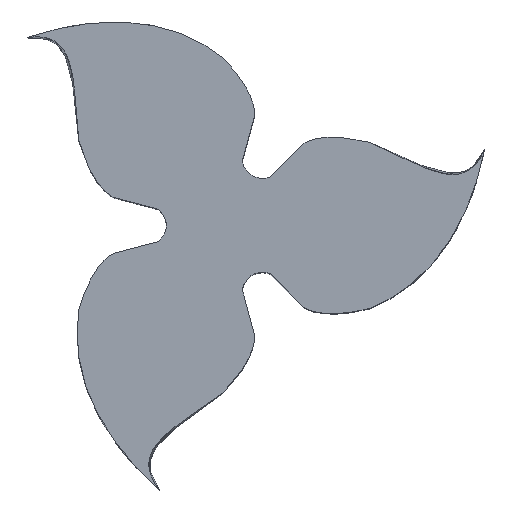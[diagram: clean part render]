
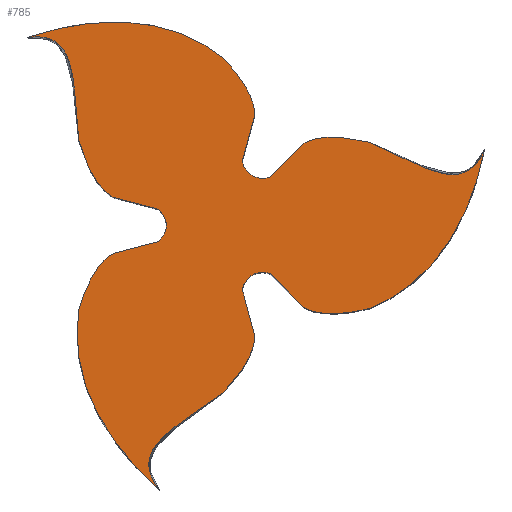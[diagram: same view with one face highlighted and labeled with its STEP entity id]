
A CAD part, top view. The second image highlights one B-rep face of the part: STEP entity #785.
In plain terms, the highlighted planar face has unit normal (0, 0, 1).
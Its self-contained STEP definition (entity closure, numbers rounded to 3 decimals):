
#46 = VERTEX_POINT('',#47);
#47 = CARTESIAN_POINT('',(1.49,-1.55,10.));
#53 = EDGE_CURVE('',#46,#54,#56,.T.);
#54 = VERTEX_POINT('',#55);
#55 = CARTESIAN_POINT('',(2.542,-2.612,10.));
#56 = LINE('',#57,#58);
#57 = CARTESIAN_POINT('',(1.49,-1.55,10.));
#58 = VECTOR('',#59,1.);
#59 = DIRECTION('',(0.704,-0.71,0.));
#84 = EDGE_CURVE('',#54,#85,#87,.T.);
#85 = VERTEX_POINT('',#86);
#86 = CARTESIAN_POINT('',(4.656,-2.659,10.));
#87 = B_SPLINE_CURVE_WITH_KNOTS('',3,(#88,#89,#90,#91),.UNSPECIFIED.,.F.
  ,.F.,(4,4),(0.,1.),.PIECEWISE_BEZIER_KNOTS.);
#88 = CARTESIAN_POINT('',(2.542,-2.612,10.));
#89 = CARTESIAN_POINT('',(2.745,-2.737,10.));
#90 = CARTESIAN_POINT('',(3.33,-2.992,10.));
#91 = CARTESIAN_POINT('',(4.656,-2.659,10.));
#120 = EDGE_CURVE('',#85,#121,#123,.T.);
#121 = VERTEX_POINT('',#122);
#122 = CARTESIAN_POINT('',(8.344,2.432,10.));
#123 = B_SPLINE_CURVE_WITH_KNOTS('',3,(#124,#125,#126,#127),
  .UNSPECIFIED.,.F.,.F.,(4,4),(0.,1.),.PIECEWISE_BEZIER_KNOTS.);
#124 = CARTESIAN_POINT('',(4.656,-2.659,10.));
#125 = CARTESIAN_POINT('',(6.06,-2.106,10.));
#126 = CARTESIAN_POINT('',(7.683,-0.765,10.));
#127 = CARTESIAN_POINT('',(8.344,2.432,10.));
#156 = EDGE_CURVE('',#121,#157,#159,.T.);
#157 = VERTEX_POINT('',#158);
#158 = CARTESIAN_POINT('',(4.656,2.659,10.));
#159 = B_SPLINE_CURVE_WITH_KNOTS('',3,(#160,#161,#162,#163),
  .UNSPECIFIED.,.F.,.F.,(4,4),(0.,1.),.PIECEWISE_BEZIER_KNOTS.);
#160 = CARTESIAN_POINT('',(8.344,2.432,10.));
#161 = CARTESIAN_POINT('',(7.683,0.765,10.));
#162 = CARTESIAN_POINT('',(6.06,2.106,10.));
#163 = CARTESIAN_POINT('',(4.656,2.659,10.));
#192 = EDGE_CURVE('',#157,#193,#195,.T.);
#193 = VERTEX_POINT('',#194);
#194 = CARTESIAN_POINT('',(2.542,2.612,10.));
#195 = B_SPLINE_CURVE_WITH_KNOTS('',3,(#196,#197,#198,#199),
  .UNSPECIFIED.,.F.,.F.,(4,4),(0.,1.),.PIECEWISE_BEZIER_KNOTS.);
#196 = CARTESIAN_POINT('',(4.656,2.659,10.));
#197 = CARTESIAN_POINT('',(3.33,2.992,10.));
#198 = CARTESIAN_POINT('',(2.745,2.737,10.));
#199 = CARTESIAN_POINT('',(2.542,2.612,10.));
#228 = EDGE_CURVE('',#193,#229,#231,.T.);
#229 = VERTEX_POINT('',#230);
#230 = CARTESIAN_POINT('',(1.49,1.55,10.));
#231 = LINE('',#232,#233);
#232 = CARTESIAN_POINT('',(2.542,2.612,10.));
#233 = VECTOR('',#234,1.);
#234 = DIRECTION('',(-0.704,-0.71,0.));
#259 = EDGE_CURVE('',#229,#260,#262,.T.);
#260 = VERTEX_POINT('',#261);
#261 = CARTESIAN_POINT('',(0.598,2.065,10.));
#262 = CIRCLE('',#263,0.65);
#263 = AXIS2_PLACEMENT_3D('',#264,#265,#266);
#264 = CARTESIAN_POINT('',(1.242,2.151,10.));
#265 = DIRECTION('',(0.,0.,-1.));
#266 = DIRECTION('',(0.381,-0.925,0.));
#292 = EDGE_CURVE('',#260,#293,#295,.T.);
#293 = VERTEX_POINT('',#294);
#294 = CARTESIAN_POINT('',(0.991,3.508,10.));
#295 = LINE('',#296,#297);
#296 = CARTESIAN_POINT('',(0.598,2.065,10.));
#297 = VECTOR('',#298,1.);
#298 = DIRECTION('',(0.263,0.965,0.));
#323 = EDGE_CURVE('',#293,#324,#326,.T.);
#324 = VERTEX_POINT('',#325);
#325 = CARTESIAN_POINT('',(-0.026,5.362,10.));
#326 = B_SPLINE_CURVE_WITH_KNOTS('',3,(#327,#328,#329,#330),
  .UNSPECIFIED.,.F.,.F.,(4,4),(0.,1.),.PIECEWISE_BEZIER_KNOTS.);
#327 = CARTESIAN_POINT('',(0.991,3.508,10.));
#328 = CARTESIAN_POINT('',(0.998,3.746,10.));
#329 = CARTESIAN_POINT('',(0.926,4.38,10.));
#330 = CARTESIAN_POINT('',(-0.026,5.362,10.));
#359 = EDGE_CURVE('',#324,#360,#362,.T.);
#360 = VERTEX_POINT('',#361);
#361 = CARTESIAN_POINT('',(-6.278,6.011,10.));
#362 = B_SPLINE_CURVE_WITH_KNOTS('',3,(#363,#364,#365,#366),
  .UNSPECIFIED.,.F.,.F.,(4,4),(0.,1.),.PIECEWISE_BEZIER_KNOTS.);
#363 = CARTESIAN_POINT('',(-0.026,5.362,10.));
#364 = CARTESIAN_POINT('',(-1.206,6.301,10.));
#365 = CARTESIAN_POINT('',(-3.179,7.036,10.));
#366 = CARTESIAN_POINT('',(-6.278,6.011,10.));
#395 = EDGE_CURVE('',#360,#396,#398,.T.);
#396 = VERTEX_POINT('',#397);
#397 = CARTESIAN_POINT('',(-4.631,2.703,10.));
#398 = B_SPLINE_CURVE_WITH_KNOTS('',3,(#399,#400,#401,#402),
  .UNSPECIFIED.,.F.,.F.,(4,4),(0.,1.),.PIECEWISE_BEZIER_KNOTS.);
#399 = CARTESIAN_POINT('',(-6.278,6.011,10.));
#400 = CARTESIAN_POINT('',(-4.504,6.272,10.));
#401 = CARTESIAN_POINT('',(-4.854,4.195,10.));
#402 = CARTESIAN_POINT('',(-4.631,2.703,10.));
#431 = EDGE_CURVE('',#396,#432,#434,.T.);
#432 = VERTEX_POINT('',#433);
#433 = CARTESIAN_POINT('',(-3.533,0.896,10.));
#434 = B_SPLINE_CURVE_WITH_KNOTS('',3,(#435,#436,#437,#438),
  .UNSPECIFIED.,.F.,.F.,(4,4),(0.,1.),.PIECEWISE_BEZIER_KNOTS.);
#435 = CARTESIAN_POINT('',(-4.631,2.703,10.));
#436 = CARTESIAN_POINT('',(-4.256,1.388,10.));
#437 = CARTESIAN_POINT('',(-3.743,1.009,10.));
#438 = CARTESIAN_POINT('',(-3.533,0.896,10.));
#467 = EDGE_CURVE('',#432,#468,#470,.T.);
#468 = VERTEX_POINT('',#469);
#469 = CARTESIAN_POINT('',(-2.087,0.515,10.));
#470 = LINE('',#471,#472);
#471 = CARTESIAN_POINT('',(-3.533,0.896,10.));
#472 = VECTOR('',#473,1.);
#473 = DIRECTION('',(0.967,-0.255,0.));
#498 = EDGE_CURVE('',#468,#499,#501,.T.);
#499 = VERTEX_POINT('',#500);
#500 = CARTESIAN_POINT('',(-2.087,-0.515,10.));
#501 = CIRCLE('',#502,0.65);
#502 = AXIS2_PLACEMENT_3D('',#503,#504,#505);
#503 = CARTESIAN_POINT('',(-2.484,0.,10.));
#504 = DIRECTION('',(0.,0.,-1.));
#505 = DIRECTION('',(0.611,0.792,0.));
#531 = EDGE_CURVE('',#499,#532,#534,.T.);
#532 = VERTEX_POINT('',#533);
#533 = CARTESIAN_POINT('',(-3.533,-0.896,10.));
#534 = LINE('',#535,#536);
#535 = CARTESIAN_POINT('',(-2.087,-0.515,10.));
#536 = VECTOR('',#537,1.);
#537 = DIRECTION('',(-0.967,-0.255,0.));
#562 = EDGE_CURVE('',#532,#563,#565,.T.);
#563 = VERTEX_POINT('',#564);
#564 = CARTESIAN_POINT('',(-4.631,-2.703,10.));
#565 = B_SPLINE_CURVE_WITH_KNOTS('',3,(#566,#567,#568,#569),
  .UNSPECIFIED.,.F.,.F.,(4,4),(0.,1.),.PIECEWISE_BEZIER_KNOTS.);
#566 = CARTESIAN_POINT('',(-3.533,-0.896,10.));
#567 = CARTESIAN_POINT('',(-3.743,-1.009,10.));
#568 = CARTESIAN_POINT('',(-4.256,-1.388,10.));
#569 = CARTESIAN_POINT('',(-4.631,-2.703,10.));
#598 = EDGE_CURVE('',#563,#599,#601,.T.);
#599 = VERTEX_POINT('',#600);
#600 = CARTESIAN_POINT('',(-2.066,-8.442,10.));
#601 = B_SPLINE_CURVE_WITH_KNOTS('',3,(#602,#603,#604,#605),
  .UNSPECIFIED.,.F.,.F.,(4,4),(0.,1.),.PIECEWISE_BEZIER_KNOTS.);
#602 = CARTESIAN_POINT('',(-4.631,-2.703,10.));
#603 = CARTESIAN_POINT('',(-4.854,-4.195,10.));
#604 = CARTESIAN_POINT('',(-4.504,-6.272,10.));
#605 = CARTESIAN_POINT('',(-2.066,-8.442,10.));
#634 = EDGE_CURVE('',#599,#635,#637,.T.);
#635 = VERTEX_POINT('',#636);
#636 = CARTESIAN_POINT('',(-0.026,-5.362,10.));
#637 = B_SPLINE_CURVE_WITH_KNOTS('',3,(#638,#639,#640,#641),
  .UNSPECIFIED.,.F.,.F.,(4,4),(0.,1.),.PIECEWISE_BEZIER_KNOTS.);
#638 = CARTESIAN_POINT('',(-2.066,-8.442,10.));
#639 = CARTESIAN_POINT('',(-3.179,-7.036,10.));
#640 = CARTESIAN_POINT('',(-1.206,-6.301,10.));
#641 = CARTESIAN_POINT('',(-0.026,-5.362,10.));
#670 = EDGE_CURVE('',#635,#671,#673,.T.);
#671 = VERTEX_POINT('',#672);
#672 = CARTESIAN_POINT('',(0.991,-3.508,10.));
#673 = B_SPLINE_CURVE_WITH_KNOTS('',3,(#674,#675,#676,#677),
  .UNSPECIFIED.,.F.,.F.,(4,4),(0.,1.),.PIECEWISE_BEZIER_KNOTS.);
#674 = CARTESIAN_POINT('',(-0.026,-5.362,10.));
#675 = CARTESIAN_POINT('',(0.926,-4.38,10.));
#676 = CARTESIAN_POINT('',(0.998,-3.746,10.));
#677 = CARTESIAN_POINT('',(0.991,-3.508,10.));
#706 = EDGE_CURVE('',#671,#707,#709,.T.);
#707 = VERTEX_POINT('',#708);
#708 = CARTESIAN_POINT('',(0.598,-2.065,10.));
#709 = LINE('',#710,#711);
#710 = CARTESIAN_POINT('',(0.991,-3.508,10.));
#711 = VECTOR('',#712,1.);
#712 = DIRECTION('',(-0.263,0.965,0.));
#737 = EDGE_CURVE('',#707,#46,#738,.T.);
#738 = CIRCLE('',#739,0.65);
#739 = AXIS2_PLACEMENT_3D('',#740,#741,#742);
#740 = CARTESIAN_POINT('',(1.242,-2.151,10.));
#741 = DIRECTION('',(0.,0.,-1.));
#742 = DIRECTION('',(-0.991,0.133,0.));
#785 = ADVANCED_FACE('',(#786),#809,.T.);
#786 = FACE_BOUND('',#787,.T.);
#787 = EDGE_LOOP('',(#788,#789,#790,#791,#792,#793,#794,#795,#796,#797,
    #798,#799,#800,#801,#802,#803,#804,#805,#806,#807,#808));
#788 = ORIENTED_EDGE('',*,*,#53,.T.);
#789 = ORIENTED_EDGE('',*,*,#84,.T.);
#790 = ORIENTED_EDGE('',*,*,#120,.T.);
#791 = ORIENTED_EDGE('',*,*,#156,.T.);
#792 = ORIENTED_EDGE('',*,*,#192,.T.);
#793 = ORIENTED_EDGE('',*,*,#228,.T.);
#794 = ORIENTED_EDGE('',*,*,#259,.T.);
#795 = ORIENTED_EDGE('',*,*,#292,.T.);
#796 = ORIENTED_EDGE('',*,*,#323,.T.);
#797 = ORIENTED_EDGE('',*,*,#359,.T.);
#798 = ORIENTED_EDGE('',*,*,#395,.T.);
#799 = ORIENTED_EDGE('',*,*,#431,.T.);
#800 = ORIENTED_EDGE('',*,*,#467,.T.);
#801 = ORIENTED_EDGE('',*,*,#498,.T.);
#802 = ORIENTED_EDGE('',*,*,#531,.T.);
#803 = ORIENTED_EDGE('',*,*,#562,.T.);
#804 = ORIENTED_EDGE('',*,*,#598,.T.);
#805 = ORIENTED_EDGE('',*,*,#634,.T.);
#806 = ORIENTED_EDGE('',*,*,#670,.T.);
#807 = ORIENTED_EDGE('',*,*,#706,.T.);
#808 = ORIENTED_EDGE('',*,*,#737,.T.);
#809 = PLANE('',#810);
#810 = AXIS2_PLACEMENT_3D('',#811,#812,#813);
#811 = CARTESIAN_POINT('',(0.,0.,10.)
  );
#812 = DIRECTION('',(0.,0.,1.));
#813 = DIRECTION('',(1.,0.,0.));
